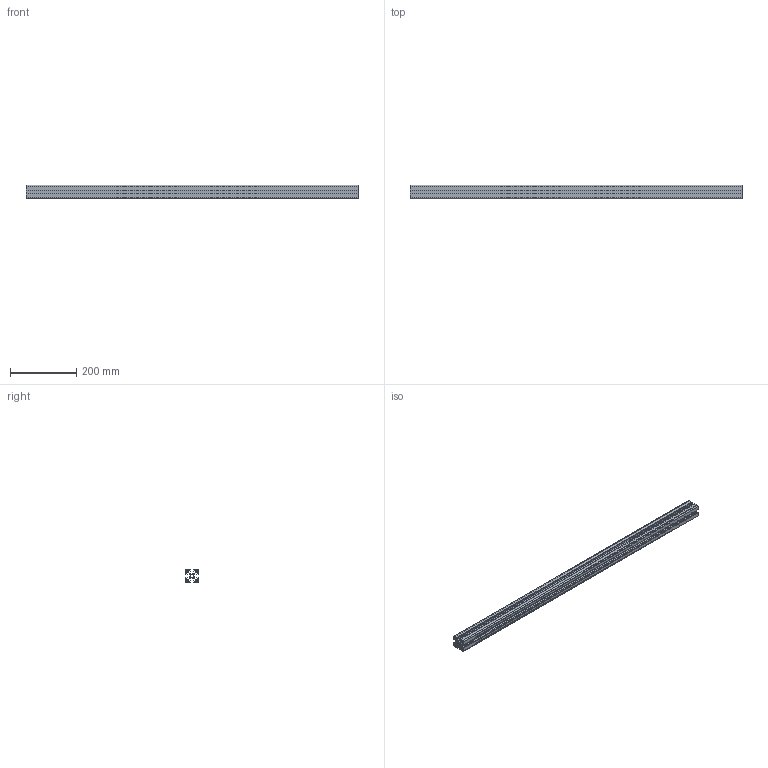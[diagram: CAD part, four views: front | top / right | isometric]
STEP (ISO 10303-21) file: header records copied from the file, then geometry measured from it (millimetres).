
FILE_DESCRIPTION(('STEP AP214'),'1');
FILE_NAME('cctmp_C36DE121-9B35-46F3-B98C-A510DDDDBE98_2020_1_20_9_49_10_904..stp','2020-01-20T08:49:11',('Bosch Rexroth AG'),('CADClick - www.CADClick.com'),'Spatial InterOp 3D',' ','unknown authorization - (Healing Option Enabled)');
FILE_SCHEMA(('AUTOMOTIVE_DESIGN'));
Length unit declared in the file: millimetre
Products named in the file (1): 2020_01_20__09-49-10-904
Bounding box: 1000 x 40 x 40 mm (x, y, z)
Volume: 555271.8 mm3; surface area: 522020.4 mm2
Topology: 1 solids, 1 shells, 134 faces, 396 edges, 264 vertices
Faces by surface type: plane 118, cylinder 16
Entity records: 5528 total; most frequent: CARTESIAN_POINT 795, ORIENTED_EDGE 792, DIRECTION 698, EDGE_CURVE 396, LINE 364, VECTOR 364, VERTEX_POINT 264, AXIS2_PLACEMENT_3D 167
